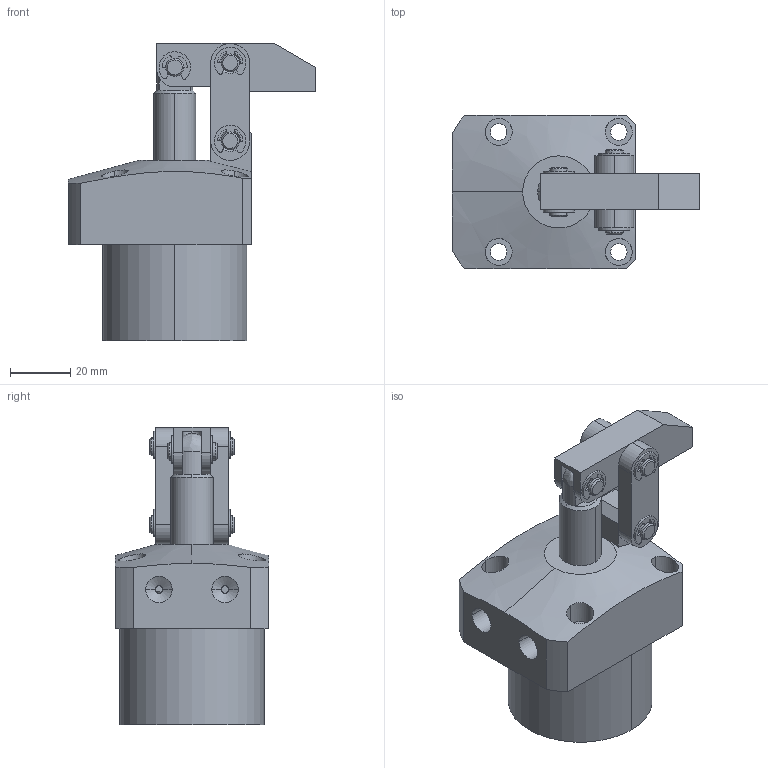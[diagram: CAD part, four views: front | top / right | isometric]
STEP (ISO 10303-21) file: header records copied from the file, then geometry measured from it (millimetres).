
FILE_DESCRIPTION (( 'STEP AP214' ), '1' );
FILE_NAME ('HLKA-048油压杠杆缸三维图.STEP', '2021-04-16T06:33:01', ( 'PC' ), ( '' ), 'SwSTEP 2.0', 'SolidWorks 2016', '' );
FILE_SCHEMA (( 'AUTOMOTIVE_DESIGN' ));
Length unit declared in the file: millimetre
Products named in the file (8): HLKA-048掛极; 048活塞杆_2; 32G种2_2_1; 32G种1_2_1; 32G开口挡圈1_2_1; 32G蟀裝_2_1; 揤旋; HLKA-048油压杠杆缸三维图
Assembly tree (14 placements, depth 2):
  HLKA-048油压杠杆缸三维图
    揤旋
    32G蟀裝_2_1  x2
    32G开口挡圈1_2_1  x6
    32G种1_2_1
    32G种2_2_1  x2
    048活塞杆_2
    HLKA-048掛极
Bounding box: 82.5 x 51 x 99 mm (x, y, z)
Volume: 133517 mm3; surface area: 38110.4 mm2
Topology: 14 solids, 14 shells, 344 faces, 853 edges, 555 vertices
Faces by surface type: cylinder 187, plane 116, cone 40, bspline 1
Entity records: 6385 total; most frequent: CARTESIAN_POINT 1415, DIRECTION 1054, ORIENTED_EDGE 902, EDGE_CURVE 451, AXIS2_PLACEMENT_3D 422, VERTEX_POINT 291, EDGE_LOOP 230, CIRCLE 216
